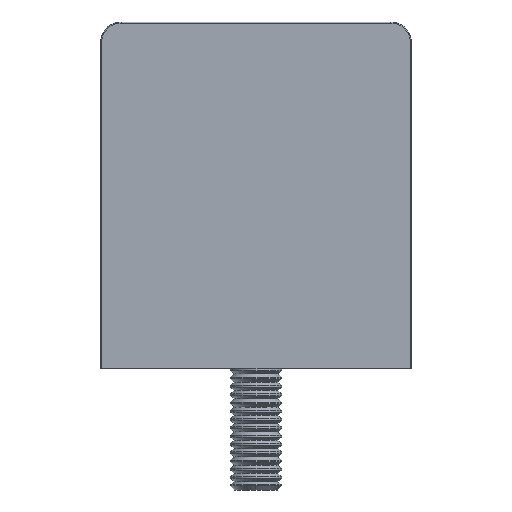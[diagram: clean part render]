
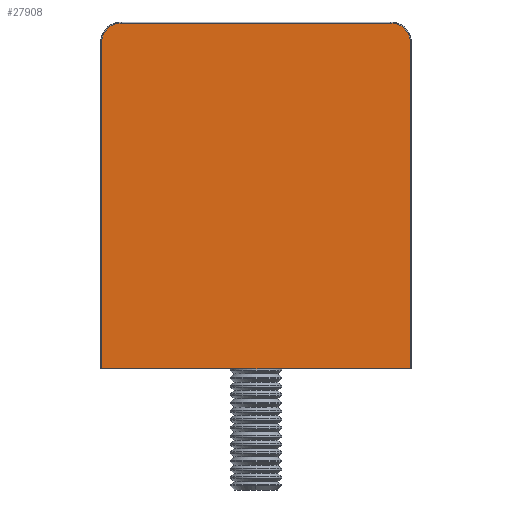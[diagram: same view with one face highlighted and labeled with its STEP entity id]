
A CAD part, left-side view. The second image highlights one B-rep face of the part: STEP entity #27908.
In plain terms, the highlighted planar face has unit normal (-1, 0, 0).
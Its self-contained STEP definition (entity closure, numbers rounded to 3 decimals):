
#496 = PLANE ( 'NONE',  #1148 ) ;
#1148 = AXIS2_PLACEMENT_3D ( 'NONE', #6057, #9113, #11916 ) ;
#1659 = VERTEX_POINT ( 'NONE', #11055 ) ;
#2897 = LINE ( 'NONE', #12207, #33599 ) ;
#3464 = EDGE_CURVE ( 'NONE', #6071, #23089, #26758, .T. ) ;
#4183 = EDGE_CURVE ( 'NONE', #8984, #22615, #12109, .T. ) ;
#4338 = CARTESIAN_POINT ( 'NONE',  ( 0., -13., 29.9 ) ) ;
#4554 = DIRECTION ( 'NONE',  ( 0., 0., 1. ) ) ;
#5575 = EDGE_CURVE ( 'NONE', #13898, #1659, #2897, .T. ) ;
#5582 = VECTOR ( 'NONE', #28319, 1000. ) ;
#6057 = CARTESIAN_POINT ( 'NONE',  ( 0., 0., 0. ) ) ;
#6071 = VERTEX_POINT ( 'NONE', #22394 ) ;
#6206 = AXIS2_PLACEMENT_3D ( 'NONE', #25953, #17732, #20609 ) ;
#7692 = ORIENTED_EDGE ( 'NONE', *, *, #18030, .T. ) ;
#8341 = ORIENTED_EDGE ( 'NONE', *, *, #32451, .T. ) ;
#8984 = VERTEX_POINT ( 'NONE', #34921 ) ;
#9113 = DIRECTION ( 'NONE',  ( -1., 0., 0. ) ) ;
#9662 = VECTOR ( 'NONE', #4554, 1000. ) ;
#10397 = CARTESIAN_POINT ( 'NONE',  ( 0., -14.9, 28. ) ) ;
#11055 = CARTESIAN_POINT ( 'NONE',  ( 0., 14.9, -3.455 ) ) ;
#11916 = DIRECTION ( 'NONE',  ( 0., 0., 1. ) ) ;
#12109 = CIRCLE ( 'NONE', #20823, 1.9 ) ;
#12207 = CARTESIAN_POINT ( 'NONE',  ( 0., -15., -3.455 ) ) ;
#13898 = VERTEX_POINT ( 'NONE', #26425 ) ;
#14509 = FACE_OUTER_BOUND ( 'NONE', #28798, .T. ) ;
#16353 = DIRECTION ( 'NONE',  ( 0., 0., -1. ) ) ;
#16362 = CARTESIAN_POINT ( 'NONE',  ( 0., -13., 28. ) ) ;
#16983 = LINE ( 'NONE', #21777, #29969 ) ;
#17169 = CARTESIAN_POINT ( 'NONE',  ( 0., 13., 29.9 ) ) ;
#17716 = ORIENTED_EDGE ( 'NONE', *, *, #5575, .F. ) ;
#17732 = DIRECTION ( 'NONE',  ( -1., 0., 0. ) ) ;
#18030 = EDGE_CURVE ( 'NONE', #13898, #8984, #18289, .T. ) ;
#18289 = LINE ( 'NONE', #10397, #9662 ) ;
#20609 = DIRECTION ( 'NONE',  ( 0., 0., 1. ) ) ;
#20760 = ORIENTED_EDGE ( 'NONE', *, *, #3464, .T. ) ;
#20823 = AXIS2_PLACEMENT_3D ( 'NONE', #16362, #21543, #30155 ) ;
#21543 = DIRECTION ( 'NONE',  ( -1., 0., 0. ) ) ;
#21777 = CARTESIAN_POINT ( 'NONE',  ( 0., 14.9, -3.455 ) ) ;
#22394 = CARTESIAN_POINT ( 'NONE',  ( 0., 13., 29.9 ) ) ;
#22615 = VERTEX_POINT ( 'NONE', #4338 ) ;
#23089 = VERTEX_POINT ( 'NONE', #35815 ) ;
#25953 = CARTESIAN_POINT ( 'NONE',  ( 0., 13., 28. ) ) ;
#26425 = CARTESIAN_POINT ( 'NONE',  ( 0., -14.9, -3.455 ) ) ;
#26758 = CIRCLE ( 'NONE', #6206, 1.9 ) ;
#27908 = ADVANCED_FACE ( 'NONE', ( #14509 ), #496, .T. ) ;
#28176 = ORIENTED_EDGE ( 'NONE', *, *, #4183, .T. ) ;
#28319 = DIRECTION ( 'NONE',  ( 0., 1., 0. ) ) ;
#28798 = EDGE_LOOP ( 'NONE', ( #17716, #7692, #28176, #8341, #20760, #29118 ) ) ;
#29118 = ORIENTED_EDGE ( 'NONE', *, *, #35014, .T. ) ;
#29969 = VECTOR ( 'NONE', #16353, 1000. ) ;
#30155 = DIRECTION ( 'NONE',  ( 0., 0., 1. ) ) ;
#31527 = DIRECTION ( 'NONE',  ( 0., 1., 0. ) ) ;
#32413 = LINE ( 'NONE', #17169, #5582 ) ;
#32451 = EDGE_CURVE ( 'NONE', #22615, #6071, #32413, .T. ) ;
#33599 = VECTOR ( 'NONE', #31527, 1000. ) ;
#34921 = CARTESIAN_POINT ( 'NONE',  ( 0., -14.9, 28. ) ) ;
#35014 = EDGE_CURVE ( 'NONE', #23089, #1659, #16983, .T. ) ;
#35815 = CARTESIAN_POINT ( 'NONE',  ( 0., 14.9, 28. ) ) ;
